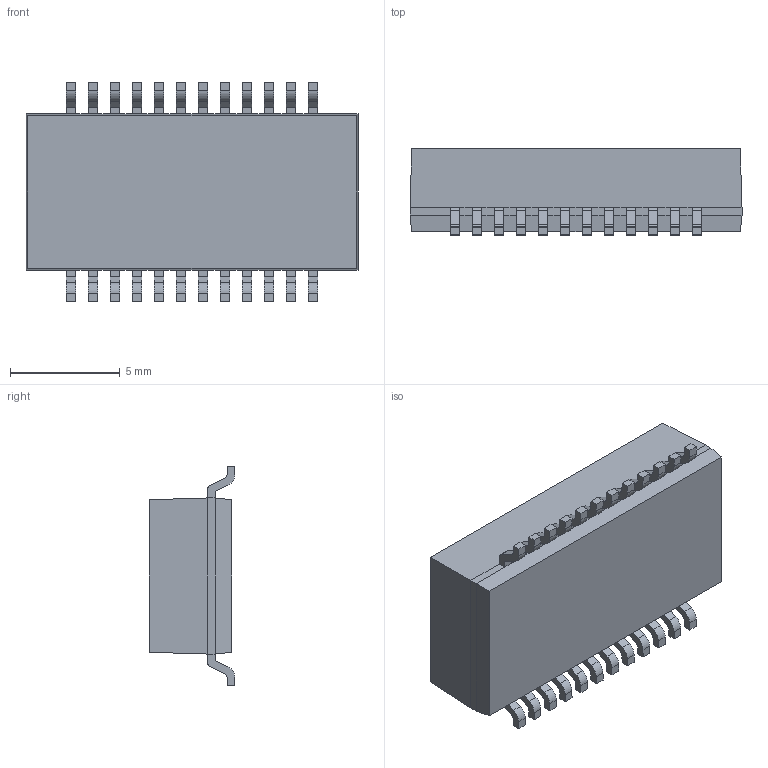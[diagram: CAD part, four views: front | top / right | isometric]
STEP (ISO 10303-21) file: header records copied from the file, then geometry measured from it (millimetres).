
FILE_DESCRIPTION (( 'STEP AP214' ), '1' );
FILE_NAME ('TM82440ANL.STEP', '2022-11-04T10:47:09', ( '' ), ( '' ), 'SwSTEP 2.0', 'SolidWorks 2022', '' );
FILE_SCHEMA (( 'AUTOMOTIVE_DESIGN' ));
Length unit declared in the file: millimetre
Products named in the file (1): TM82440ANL
Bounding box: 15.1 x 3.91 x 10 mm (x, y, z)
Volume: 404 mm3; surface area: 447.7 mm2
Topology: 1 solids, 1 shells, 665 faces, 1768 edges, 1144 vertices
Faces by surface type: plane 472, cylinder 98, bspline 95
Entity records: 27268 total; most frequent: CARTESIAN_POINT 10408, ORIENTED_EDGE 3536, DIRECTION 2839, EDGE_CURVE 1768, VECTOR 1305, LINE 1305, VERTEX_POINT 1144, AXIS2_PLACEMENT_3D 767
